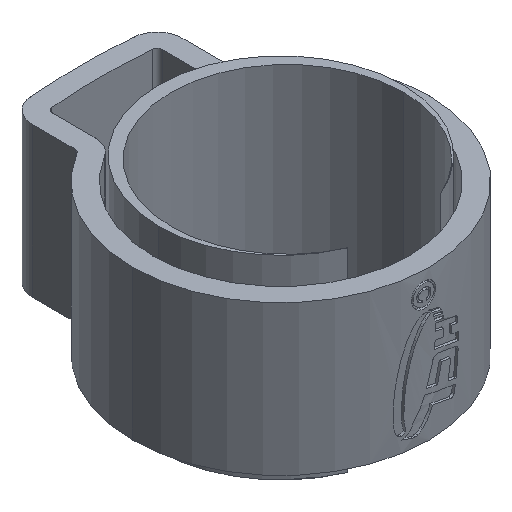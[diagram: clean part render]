
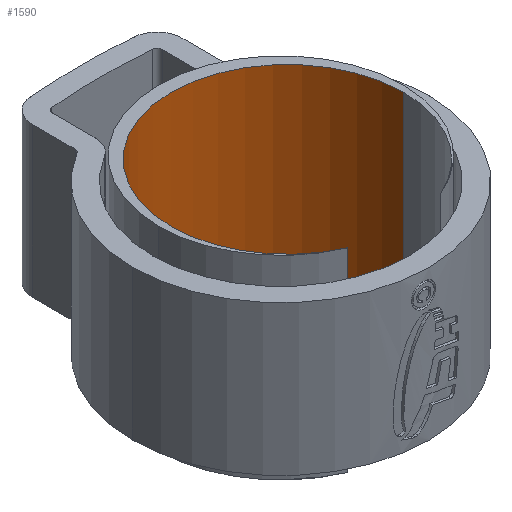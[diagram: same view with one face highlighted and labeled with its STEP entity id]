
A CAD part, isometric view. The second image highlights one B-rep face of the part: STEP entity #1590.
In plain terms, the highlighted cylindrical face has radius 4.66 mm (diameter 9.321 mm), a partial arc.
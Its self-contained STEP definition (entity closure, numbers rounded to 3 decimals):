
#790 = ORIENTED_EDGE ( 'NONE', *, *, #4596, .T. ) ;
#803 = CIRCLE ( 'NONE', #3860, 4.66 ) ;
#915 = EDGE_CURVE ( 'NONE', #2330, #2202, #803, .T. ) ;
#943 = CARTESIAN_POINT ( 'NONE',  ( -4.66, -0.26, 3.9 ) ) ;
#994 = CARTESIAN_POINT ( 'NONE',  ( 4.66, -0.26, 3.9 ) ) ;
#1208 = CARTESIAN_POINT ( 'NONE',  ( 4.66, -0.26, 3.9 ) ) ;
#1397 = DIRECTION ( 'NONE',  ( 0., 0., -1. ) ) ;
#1459 = CARTESIAN_POINT ( 'NONE',  ( 4.66, -0.26, -3.9 ) ) ;
#1512 = LINE ( 'NONE', #1208, #1914 ) ;
#1566 = EDGE_CURVE ( 'NONE', #2146, #4283, #3389, .T. ) ;
#1590 = ADVANCED_FACE ( 'NONE', ( #3157 ), #4747, .F. ) ;
#1618 = ORIENTED_EDGE ( 'NONE', *, *, #3195, .F. ) ;
#1644 = DIRECTION ( 'NONE',  ( 0., 0., -1. ) ) ;
#1667 = EDGE_LOOP ( 'NONE', ( #1618, #4832, #790, #2487 ) ) ;
#1914 = VECTOR ( 'NONE', #3586, 1000. ) ;
#2146 = VERTEX_POINT ( 'NONE', #3382 ) ;
#2202 = VERTEX_POINT ( 'NONE', #994 ) ;
#2330 = VERTEX_POINT ( 'NONE', #3620 ) ;
#2430 = AXIS2_PLACEMENT_3D ( 'NONE', #4720, #1644, #5331 ) ;
#2487 = ORIENTED_EDGE ( 'NONE', *, *, #1566, .T. ) ;
#2545 = VECTOR ( 'NONE', #4313, 1000. ) ;
#3130 = DIRECTION ( 'NONE',  ( 0., 0., -1. ) ) ;
#3157 = FACE_OUTER_BOUND ( 'NONE', #1667, .T. ) ;
#3195 = EDGE_CURVE ( 'NONE', #2202, #4283, #1512, .T. ) ;
#3382 = CARTESIAN_POINT ( 'NONE',  ( -4.66, -0.26, -3.9 ) ) ;
#3389 = CIRCLE ( 'NONE', #4095, 4.66 ) ;
#3524 = DIRECTION ( 'NONE',  ( 1., 0., 0. ) ) ;
#3586 = DIRECTION ( 'NONE',  ( 0., 0., -1. ) ) ;
#3620 = CARTESIAN_POINT ( 'NONE',  ( -4.66, -0.26, 3.9 ) ) ;
#3860 = AXIS2_PLACEMENT_3D ( 'NONE', #3879, #1397, #3524 ) ;
#3879 = CARTESIAN_POINT ( 'NONE',  ( 0., -0.26, 3.9 ) ) ;
#3921 = DIRECTION ( 'NONE',  ( 1., 0., 0. ) ) ;
#4095 = AXIS2_PLACEMENT_3D ( 'NONE', #4334, #3130, #3921 ) ;
#4283 = VERTEX_POINT ( 'NONE', #1459 ) ;
#4313 = DIRECTION ( 'NONE',  ( 0., 0., -1. ) ) ;
#4334 = CARTESIAN_POINT ( 'NONE',  ( 0., -0.26, -3.9 ) ) ;
#4596 = EDGE_CURVE ( 'NONE', #2330, #2146, #4696, .T. ) ;
#4696 = LINE ( 'NONE', #943, #2545 ) ;
#4720 = CARTESIAN_POINT ( 'NONE',  ( 0., -0.26, 3.9 ) ) ;
#4747 = CYLINDRICAL_SURFACE ( 'NONE', #2430, 4.66 ) ;
#4832 = ORIENTED_EDGE ( 'NONE', *, *, #915, .F. ) ;
#5331 = DIRECTION ( 'NONE',  ( -1., 0., 0. ) ) ;
